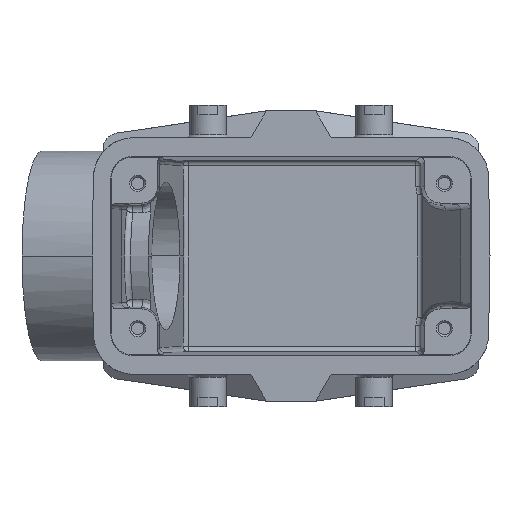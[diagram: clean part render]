
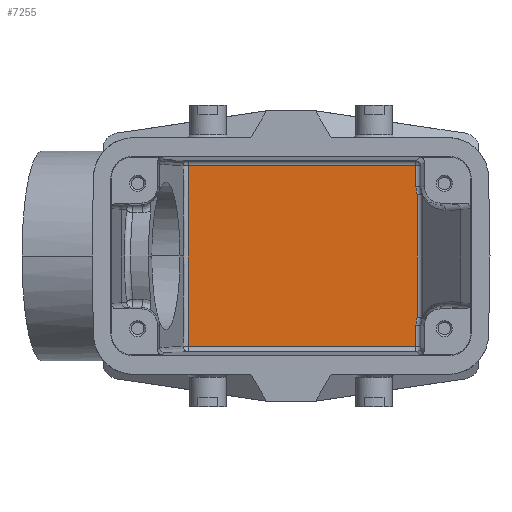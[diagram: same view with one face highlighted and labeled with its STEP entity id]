
A CAD part, front view. The second image highlights one B-rep face of the part: STEP entity #7255.
In plain terms, the highlighted planar face has unit normal (0, -1, 0).
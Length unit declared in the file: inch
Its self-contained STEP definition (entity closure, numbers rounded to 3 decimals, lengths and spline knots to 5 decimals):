
#105=CARTESIAN_POINT('',(-0.75225,2.3622,
-0.66094));
#120=DIRECTION('',(1.,0.,0.));
#121=VECTOR('',#120,1.6669);
#122=CARTESIAN_POINT('',(-0.75225,2.3622,
-0.66094));
#123=LINE('',#122,#121);
#128=CARTESIAN_POINT('',(1.09646,2.3622,0.50591));
#129=DIRECTION('',(0.,-1.,0.));
#130=DIRECTION('',(-1.,0.,0.));
#131=AXIS2_PLACEMENT_3D('',#128,#129,#130);
#133=CARTESIAN_POINT('',(1.09646,2.3622,-0.50591));
#134=DIRECTION('',(0.,-1.,0.));
#135=DIRECTION('',(-0.947,0.,0.322));
#136=AXIS2_PLACEMENT_3D('',#133,#134,#135);
#138=CARTESIAN_POINT('',(-0.75225,2.3622,
-0.66094));
#139=CARTESIAN_POINT('',(-0.75058,2.3622,
-0.51356));
#140=CARTESIAN_POINT('',(-0.74834,2.3622,
-0.21917));
#141=CARTESIAN_POINT('',(-0.74832,2.3622,
0.21792));
#142=CARTESIAN_POINT('',(-0.75057,2.3622,
0.51302));
#143=CARTESIAN_POINT('',(-0.75223,2.3622,
0.66094));
#149=DIRECTION('',(0.,0.,1.));
#150=VECTOR('',#149,0.15503);
#151=CARTESIAN_POINT('',(0.91465,2.3622,0.50591));
#152=LINE('',#151,#150);
#408=DIRECTION('',(-1.,0.,0.));
#409=VECTOR('',#408,1.66688);
#410=CARTESIAN_POINT('',(0.91465,2.3622,0.66094));
#411=LINE('',#410,#409);
#417=CARTESIAN_POINT('',(-0.75223,2.3622,
0.66094));
#985=DIRECTION('',(0.,0.,1.));
#986=VECTOR('',#985,0.15503);
#987=CARTESIAN_POINT('',(0.91465,2.3622,
-0.66094));
#988=LINE('',#987,#986);
#1031=DIRECTION('',(0.,0.,1.));
#1032=VECTOR('',#1031,0.89486);
#1033=CARTESIAN_POINT('',(0.92431,2.3622,
-0.44743));
#1034=LINE('',#1033,#1032);
#6042=VERTEX_POINT('',#105);
#6043=VERTEX_POINT('',#417);
#6046=CARTESIAN_POINT('',(0.91465,2.3622,
-0.66094));
#6047=VERTEX_POINT('',#6046);
#6050=CARTESIAN_POINT('',(0.91465,2.3622,
0.50591));
#6051=CARTESIAN_POINT('',(0.91465,2.3622,
0.66094));
#6052=VERTEX_POINT('',#6050);
#6053=VERTEX_POINT('',#6051);
#6054=CARTESIAN_POINT('',(0.92431,2.3622,
0.44743));
#6055=VERTEX_POINT('',#6054);
#6056=CARTESIAN_POINT('',(0.92431,2.3622,
-0.44743));
#6057=VERTEX_POINT('',#6056);
#6058=CARTESIAN_POINT('',(0.91465,2.3622,
-0.50591));
#6059=VERTEX_POINT('',#6058);
#7234=CARTESIAN_POINT('',(-1.05413,2.3622,
-0.84646));
#7235=DIRECTION('',(0.,-1.,0.));
#7236=DIRECTION('',(1.,0.,0.));
#7237=AXIS2_PLACEMENT_3D('',#7234,#7235,#7236);
#7238=PLANE('',#7237);
#7240=ORIENTED_EDGE('',*,*,#7239,.F.);
#7242=ORIENTED_EDGE('',*,*,#7241,.T.);
#7244=ORIENTED_EDGE('',*,*,#7243,.F.);
#7246=ORIENTED_EDGE('',*,*,#7245,.T.);
#7248=ORIENTED_EDGE('',*,*,#7247,.F.);
#7249=ORIENTED_EDGE('',*,*,#7225,.F.);
#7250=ORIENTED_EDGE('',*,*,#7201,.T.);
#7252=ORIENTED_EDGE('',*,*,#7251,.F.);
#7253=EDGE_LOOP('',(#7240,#7242,#7244,#7246,#7248,#7249,#7250,#7252));
#7254=FACE_OUTER_BOUND('',#7253,.F.);
#7255=ADVANCED_FACE('',(#7254),#7238,.T.);
#132=CIRCLE('',#131,0.18181);
#137=CIRCLE('',#136,0.18181);
#144=B_SPLINE_CURVE_WITH_KNOTS('',3,(#138,#139,#140,#141,#142,#143),
.UNSPECIFIED.,.F.,.F.,(4,1,1,4),(0.,0.33333,0.66667,1.),
.UNSPECIFIED.);
#7201=EDGE_CURVE('',#6042,#6043,#144,.T.);
#7225=EDGE_CURVE('',#6042,#6047,#123,.T.);
#7239=EDGE_CURVE('',#6052,#6053,#152,.T.);
#7241=EDGE_CURVE('',#6052,#6055,#132,.T.);
#7243=EDGE_CURVE('',#6057,#6055,#1034,.T.);
#7245=EDGE_CURVE('',#6057,#6059,#137,.T.);
#7247=EDGE_CURVE('',#6047,#6059,#988,.T.);
#7251=EDGE_CURVE('',#6053,#6043,#411,.T.);
